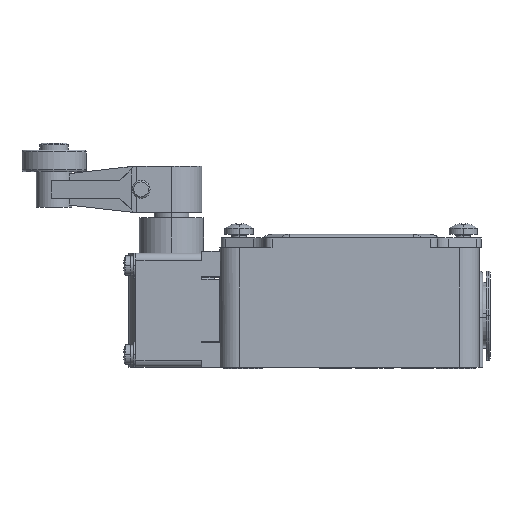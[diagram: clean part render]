
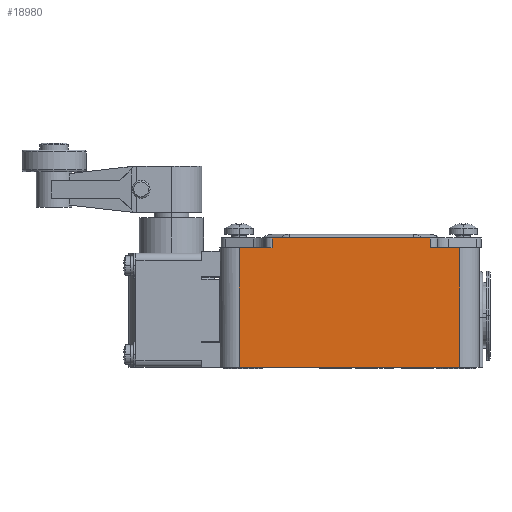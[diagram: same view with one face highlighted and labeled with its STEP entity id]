
A CAD part, left-side view. The second image highlights one B-rep face of the part: STEP entity #18980.
In plain terms, the highlighted planar face has unit normal (-1, 0, 0).
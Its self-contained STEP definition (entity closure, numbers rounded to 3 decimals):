
#2272=DIRECTION('',(0.,0.,-1.));
#2273=VECTOR('',#2272,33.5);
#2274=CARTESIAN_POINT('',(-20.,31.5,33.5));
#2275=LINE('',#2274,#2273);
#3323=DIRECTION('',(0.,0.,1.));
#3324=VECTOR('',#3323,2.8);
#3325=CARTESIAN_POINT('',(-20.,-22.25,33.5));
#3326=LINE('',#3325,#3324);
#3331=DIRECTION('',(0.,0.,1.));
#3332=VECTOR('',#3331,33.5);
#3333=CARTESIAN_POINT('',(-20.,-30.5,0.));
#3334=LINE('',#3333,#3332);
#3335=DIRECTION('',(0.,1.,0.));
#3336=VECTOR('',#3335,62.);
#3337=CARTESIAN_POINT('',(-20.,-30.5,0.));
#3338=LINE('',#3337,#3336);
#3343=DIRECTION('',(0.,0.,-1.));
#3344=VECTOR('',#3343,2.8);
#3345=CARTESIAN_POINT('',(-20.,22.25,36.3));
#3346=LINE('',#3345,#3344);
#3491=DIRECTION('',(0.,-1.,0.));
#3492=VECTOR('',#3491,44.5);
#3493=CARTESIAN_POINT('',(-20.,22.25,36.3));
#3494=LINE('',#3493,#3492);
#4193=DIRECTION('',(0.,1.,0.));
#4194=VECTOR('',#4193,8.25);
#4195=CARTESIAN_POINT('',(-20.,-30.5,33.5));
#4196=LINE('',#4195,#4194);
#4253=DIRECTION('',(0.,1.,0.));
#4254=VECTOR('',#4253,9.25);
#4255=CARTESIAN_POINT('',(-20.,22.25,33.5));
#4256=LINE('',#4255,#4254);
#13903=CARTESIAN_POINT('',(-20.,-30.5,33.5));
#13905=VERTEX_POINT('',#13903);
#13909=CARTESIAN_POINT('',(-20.,-30.5,0.));
#13910=VERTEX_POINT('',#13909);
#13911=CARTESIAN_POINT('',(-20.,31.5,0.));
#13913=VERTEX_POINT('',#13911);
#13916=CARTESIAN_POINT('',(-20.,31.5,33.5));
#13918=VERTEX_POINT('',#13916);
#14943=CARTESIAN_POINT('',(-20.,22.25,33.5));
#14944=VERTEX_POINT('',#14943);
#14945=CARTESIAN_POINT('',(-20.,-22.25,33.5));
#14946=VERTEX_POINT('',#14945);
#14954=CARTESIAN_POINT('',(-20.,22.25,36.3));
#14956=VERTEX_POINT('',#14954);
#14981=CARTESIAN_POINT('',(-20.,-22.25,36.3));
#14983=VERTEX_POINT('',#14981);
#18960=CARTESIAN_POINT('',(-20.,-36.,33.5));
#18961=DIRECTION('',(-1.,0.,0.));
#18962=DIRECTION('',(0.,1.,0.));
#18963=AXIS2_PLACEMENT_3D('',#18960,#18961,#18962);
#18964=PLANE('',#18963);
#18966=ORIENTED_EDGE('',*,*,#18965,.F.);
#18968=ORIENTED_EDGE('',*,*,#18967,.T.);
#18969=ORIENTED_EDGE('',*,*,#18950,.F.);
#18971=ORIENTED_EDGE('',*,*,#18970,.F.);
#18973=ORIENTED_EDGE('',*,*,#18972,.F.);
#18974=ORIENTED_EDGE('',*,*,#16282,.T.);
#18975=ORIENTED_EDGE('',*,*,#17464,.F.);
#18977=ORIENTED_EDGE('',*,*,#18976,.F.);
#18978=EDGE_LOOP('',(#18966,#18968,#18969,#18971,#18973,#18974,#18975,#18977));
#18979=FACE_OUTER_BOUND('',#18978,.F.);
#18980=ADVANCED_FACE('',(#18979),#18964,.T.);
#16282=EDGE_CURVE('',#13910,#13913,#3338,.T.);
#17464=EDGE_CURVE('',#13918,#13913,#2275,.T.);
#18950=EDGE_CURVE('',#14946,#14983,#3326,.T.);
#18965=EDGE_CURVE('',#14956,#14944,#3346,.T.);
#18967=EDGE_CURVE('',#14956,#14983,#3494,.T.);
#18970=EDGE_CURVE('',#13905,#14946,#4196,.T.);
#18972=EDGE_CURVE('',#13910,#13905,#3334,.T.);
#18976=EDGE_CURVE('',#14944,#13918,#4256,.T.);
